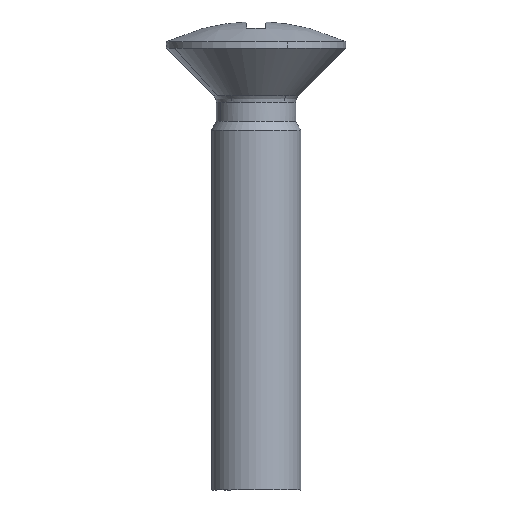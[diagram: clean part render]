
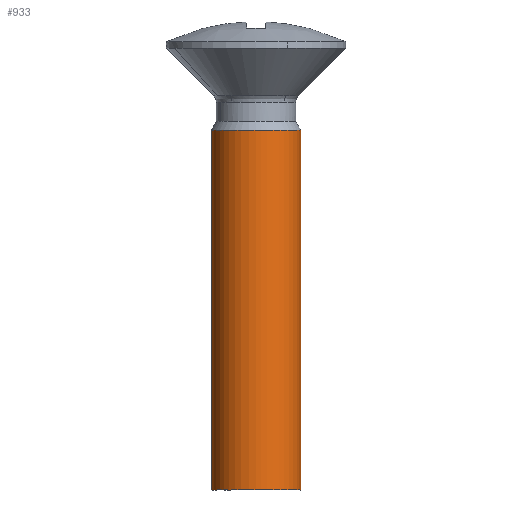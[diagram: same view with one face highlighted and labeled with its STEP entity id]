
A CAD part, left-side view. The second image highlights one B-rep face of the part: STEP entity #933.
In plain terms, the highlighted free-form (B-spline) face has degree [2, 1] with [5, 2] control points.
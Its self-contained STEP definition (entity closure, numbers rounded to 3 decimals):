
#706=CARTESIAN_POINT('',(0.122,-1.996,-3.952));
#707=VERTEX_POINT('',#706);
#751=CARTESIAN_POINT('',(-0.236,1.986,-3.952));
#752=VERTEX_POINT('',#751);
#768=CARTESIAN_POINT('',(-2.0,0.0,-3.952));
#769=VERTEX_POINT('',#768);
#770=CARTESIAN_POINT('',(-2.0,0.0,-3.952));
#771=CARTESIAN_POINT('',(-2.,1.776,-3.952));
#772=CARTESIAN_POINT('',(-0.236,1.986,-3.952));
#780=(BOUNDED_CURVE()B_SPLINE_CURVE(2,(#770,#771,#772),.UNSPECIFIED.,.F.,.U.)B_SPLINE_CURVE_WITH_KNOTS((3,3),(0.0,0.23),.UNSPECIFIED.)CURVE()GEOMETRIC_REPRESENTATION_ITEM()RATIONAL_B_SPLINE_CURVE((1.0,0.731,0.956))REPRESENTATION_ITEM(''));
#781=EDGE_CURVE('',#769,#752,#780,.T.);
#783=CARTESIAN_POINT('',(0.122,-1.996,-3.952));
#784=CARTESIAN_POINT('',(0.061,-2.,-3.952));
#785=CARTESIAN_POINT('',(0.0,-2.0,-3.952));
#786=CARTESIAN_POINT('',(-2.,-2.,-3.952));
#787=CARTESIAN_POINT('',(-2.0,0.0,-3.952));
#795=(BOUNDED_CURVE()B_SPLINE_CURVE(2,(#783,#784,#785,#786,#787),.UNSPECIFIED.,.F.,.U.)B_SPLINE_CURVE_WITH_KNOTS((3,2,3),(0.739,0.75,1.0),.UNSPECIFIED.)CURVE()GEOMETRIC_REPRESENTATION_ITEM()RATIONAL_B_SPLINE_CURVE((0.976,0.988,1.0,0.707,1.0))REPRESENTATION_ITEM(''));
#796=EDGE_CURVE('',#707,#769,#795,.T.);
#832=CARTESIAN_POINT('',(0.122,-1.996,-20.0));
#833=VERTEX_POINT('',#832);
#834=CARTESIAN_POINT('',(0.122,-1.996,-3.952));
#835=CARTESIAN_POINT('',(0.122,-1.996,-20.0));
#836=QUASI_UNIFORM_CURVE('',1,(#834,#835),.UNSPECIFIED.,.F.,.U.);
#837=EDGE_CURVE('',#707,#833,#836,.T.);
#854=CARTESIAN_POINT('',(-0.236,1.986,-20.0));
#855=VERTEX_POINT('',#854);
#871=CARTESIAN_POINT('',(-0.236,1.986,-3.952));
#872=CARTESIAN_POINT('',(-0.236,1.986,-20.0));
#873=QUASI_UNIFORM_CURVE('',1,(#871,#872),.UNSPECIFIED.,.F.,.U.);
#874=EDGE_CURVE('',#752,#855,#873,.T.);
#879=CARTESIAN_POINT('',(0.122,-1.996,-3.551));
#880=CARTESIAN_POINT('',(-1.874,-2.118,-3.551));
#881=CARTESIAN_POINT('',(-1.996,-0.122,-3.551));
#882=CARTESIAN_POINT('',(-2.112,1.763,-3.551));
#883=CARTESIAN_POINT('',(-0.236,1.986,-3.551));
#884=CARTESIAN_POINT('',(0.122,-1.996,-20.411));
#885=CARTESIAN_POINT('',(-1.874,-2.118,-20.411));
#886=CARTESIAN_POINT('',(-1.996,-0.122,-20.411));
#887=CARTESIAN_POINT('',(-2.112,1.763,-20.411));
#888=CARTESIAN_POINT('',(-0.236,1.986,-20.411));
#896=(BOUNDED_SURFACE()B_SPLINE_SURFACE(2,1,((#879,#884),(#880,#885),(#881,#886),(#882,#887),(#883,#888)),.UNSPECIFIED.,.F.,.F.,.U.)B_SPLINE_SURFACE_WITH_KNOTS((3,2,3),(2,2),(0.0,3.314,6.495),(0.0,16.861),.UNSPECIFIED.)GEOMETRIC_REPRESENTATION_ITEM()RATIONAL_B_SPLINE_SURFACE(((1.0,1.0),(0.707,0.707),(1.0,1.0),(0.719,0.719),(0.978,0.978)))REPRESENTATION_ITEM('')SURFACE());
#897=ORIENTED_EDGE('',*,*,#781,.T.);
#898=ORIENTED_EDGE('',*,*,#874,.T.);
#899=CARTESIAN_POINT('',(-2.0,0.0,-20.0));
#900=VERTEX_POINT('',#899);
#901=CARTESIAN_POINT('',(-2.0,0.0,-20.0));
#902=CARTESIAN_POINT('',(-2.,1.776,-20.));
#903=CARTESIAN_POINT('',(-0.236,1.986,-20.));
#911=(BOUNDED_CURVE()B_SPLINE_CURVE(2,(#901,#902,#903),.UNSPECIFIED.,.F.,.U.)B_SPLINE_CURVE_WITH_KNOTS((3,3),(0.0,0.23),.UNSPECIFIED.)CURVE()GEOMETRIC_REPRESENTATION_ITEM()RATIONAL_B_SPLINE_CURVE((1.0,0.731,0.956))REPRESENTATION_ITEM(''));
#912=EDGE_CURVE('',#900,#855,#911,.T.);
#913=ORIENTED_EDGE('',*,*,#912,.F.);
#914=CARTESIAN_POINT('',(0.122,-1.996,-20.));
#915=CARTESIAN_POINT('',(0.061,-2.,-20.));
#916=CARTESIAN_POINT('',(0.0,-2.0,-20.0));
#917=CARTESIAN_POINT('',(-2.,-2.,-20.));
#918=CARTESIAN_POINT('',(-2.0,0.0,-20.0));
#926=(BOUNDED_CURVE()B_SPLINE_CURVE(2,(#914,#915,#916,#917,#918),.UNSPECIFIED.,.F.,.U.)B_SPLINE_CURVE_WITH_KNOTS((3,2,3),(0.739,0.75,1.0),.UNSPECIFIED.)CURVE()GEOMETRIC_REPRESENTATION_ITEM()RATIONAL_B_SPLINE_CURVE((0.976,0.988,1.0,0.707,1.0))REPRESENTATION_ITEM(''));
#927=EDGE_CURVE('',#833,#900,#926,.T.);
#928=ORIENTED_EDGE('',*,*,#927,.F.);
#929=ORIENTED_EDGE('',*,*,#837,.F.);
#930=ORIENTED_EDGE('',*,*,#796,.T.);
#931=EDGE_LOOP('',(#897,#898,#913,#928,#929,#930));
#932=FACE_OUTER_BOUND('',#931,.T.);
#933=ADVANCED_FACE('',(#932),#896,.T.);
